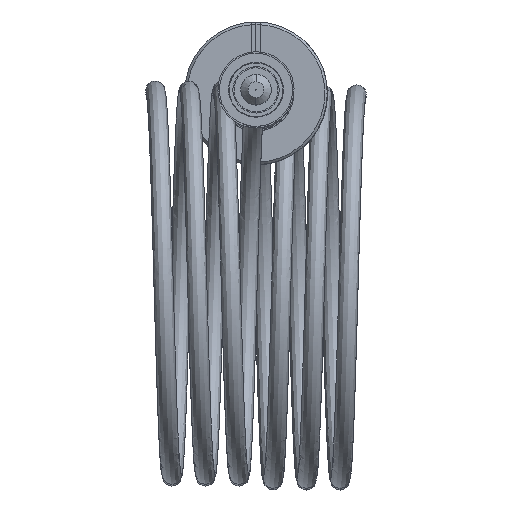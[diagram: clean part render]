
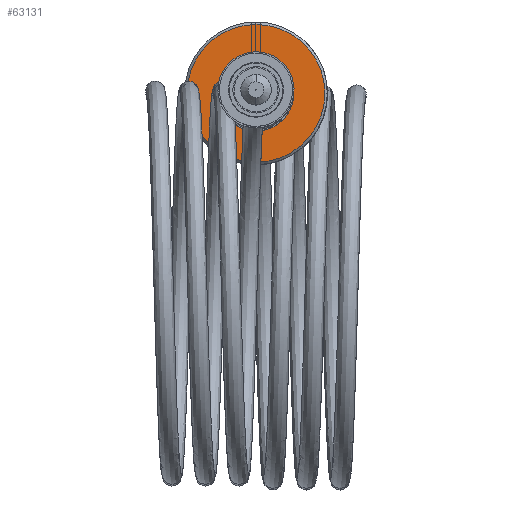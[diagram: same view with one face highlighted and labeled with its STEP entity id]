
A CAD part, top view. The second image highlights one B-rep face of the part: STEP entity #63131.
In plain terms, the highlighted planar face has unit normal (0, 0, 1).
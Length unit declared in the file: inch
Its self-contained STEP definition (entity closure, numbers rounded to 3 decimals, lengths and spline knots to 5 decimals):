
#704 = CARTESIAN_POINT ( 'NONE',  ( 1.8731, -9.60686, 5.87085 ) ) ;
#705 = CARTESIAN_POINT ( 'NONE',  ( 1.99464, -9.60686, 5.87085 ) ) ;
#736 = CARTESIAN_POINT ( 'NONE',  ( 2.21637, -9.60686, 5.87085 ) ) ;
#737 = CARTESIAN_POINT ( 'NONE',  ( 1.65137, -9.60686, 5.87085 ) ) ;
#9089 = CIRCLE ( 'NONE', #18825, 0.06077 ) ;
#9102 = CIRCLE ( 'NONE', #18854, 0.2825 ) ;
#9313 = CIRCLE ( 'NONE', #20672, 0.06077 ) ;
#9315 = CIRCLE ( 'NONE', #20685, 0.2825 ) ;
#18825 = AXIS2_PLACEMENT_3D ( 'NONE', #20981, #20982, #20983 ) ;
#18854 = AXIS2_PLACEMENT_3D ( 'NONE', #21120, #21127, #21128 ) ;
#20540 = FACE_OUTER_BOUND ( 'NONE', #61522, .T. ) ;
#20541 = FACE_BOUND ( 'NONE', #61521, .T. ) ;
#20550 = AXIS2_PLACEMENT_3D ( 'NONE', #27697, #27698, #27699 ) ;
#20672 = AXIS2_PLACEMENT_3D ( 'NONE', #73286, #73288, #73290 ) ;
#20685 = AXIS2_PLACEMENT_3D ( 'NONE', #73292, #73294, #73296 ) ;
#20981 = CARTESIAN_POINT ( 'NONE',  ( 1.93387, -9.60686, 5.87085 ) ) ;
#20982 = DIRECTION ( 'NONE',  ( 0., 0., -1. ) ) ;
#20983 = DIRECTION ( 'NONE',  ( 1., 0., 0. ) ) ;
#21120 = CARTESIAN_POINT ( 'NONE',  ( 1.93387, -9.60686, 5.87085 ) ) ;
#21127 = DIRECTION ( 'NONE',  ( 0., 0., 1. ) ) ;
#21128 = DIRECTION ( 'NONE',  ( 1., 0., 0. ) ) ;
#27696 = PLANE ( 'NONE',  #20550 ) ;
#27697 = CARTESIAN_POINT ( 'NONE',  ( 1.93387, -9.31436, 5.87085 ) ) ;
#27698 = DIRECTION ( 'NONE',  ( 0., 0., 1. ) ) ;
#27699 = DIRECTION ( 'NONE',  ( 1., 0., 0. ) ) ;
#58446 = VERTEX_POINT ( 'NONE', #704 ) ;
#58447 = VERTEX_POINT ( 'NONE', #705 ) ;
#58478 = VERTEX_POINT ( 'NONE', #736 ) ;
#58479 = VERTEX_POINT ( 'NONE', #737 ) ;
#60357 = EDGE_CURVE ( 'NONE', #58447, #58446, #9089, .T. ) ;
#60423 = EDGE_CURVE ( 'NONE', #58478, #58479, #9102, .T. ) ;
#61521 = EDGE_LOOP ( 'NONE', ( #62841, #62842 ) ) ;
#61522 = EDGE_LOOP ( 'NONE', ( #62843, #62845 ) ) ;
#62841 = ORIENTED_EDGE ( 'NONE', *, *, #60357, .T. ) ;
#62842 = ORIENTED_EDGE ( 'NONE', *, *, #63153, .T. ) ;
#62843 = ORIENTED_EDGE ( 'NONE', *, *, #63154, .T. ) ;
#62845 = ORIENTED_EDGE ( 'NONE', *, *, #60423, .T. ) ;
#63131 = ADVANCED_FACE ( 'NONE', ( #20541, #20540 ), #27696, .T. ) ;
#63153 = EDGE_CURVE ( 'NONE', #58446, #58447, #9313, .T. ) ;
#63154 = EDGE_CURVE ( 'NONE', #58479, #58478, #9315, .T. ) ;
#73286 = CARTESIAN_POINT ( 'NONE',  ( 1.93387, -9.60686, 5.87085 ) ) ;
#73288 = DIRECTION ( 'NONE',  ( 0., 0., -1. ) ) ;
#73290 = DIRECTION ( 'NONE',  ( 1., 0., 0. ) ) ;
#73292 = CARTESIAN_POINT ( 'NONE',  ( 1.93387, -9.60686, 5.87085 ) ) ;
#73294 = DIRECTION ( 'NONE',  ( 0., 0., 1. ) ) ;
#73296 = DIRECTION ( 'NONE',  ( 1., 0., 0. ) ) ;
